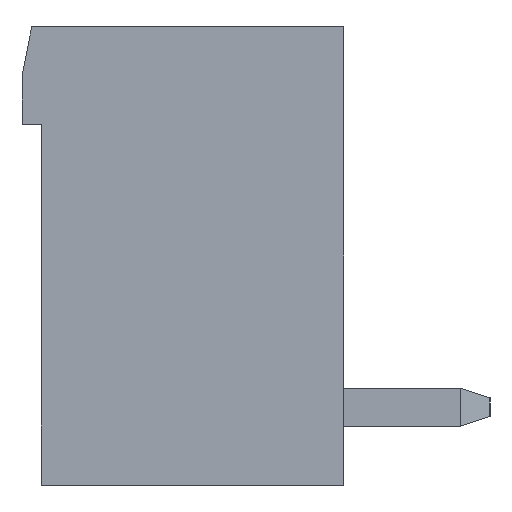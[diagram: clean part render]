
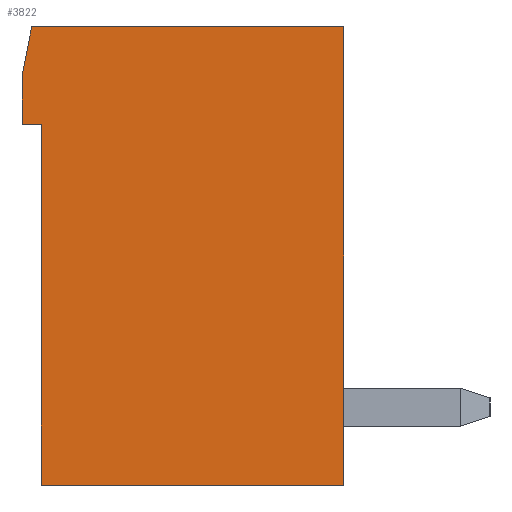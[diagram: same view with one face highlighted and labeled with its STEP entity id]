
A CAD part, left-side view. The second image highlights one B-rep face of the part: STEP entity #3822.
In plain terms, the highlighted planar face has unit normal (-1, 0, 0).
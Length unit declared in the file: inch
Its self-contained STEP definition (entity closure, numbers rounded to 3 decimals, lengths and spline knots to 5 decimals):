
#1=DIRECTION('',(0.,0.,-1.));
#2=VECTOR('',#1,0.47);
#3=CARTESIAN_POINT('',(-0.5315,0.,0.));
#4=LINE('',#3,#2);
#5=DIRECTION('',(0.,1.,0.));
#6=VECTOR('',#5,0.31);
#7=CARTESIAN_POINT('',(-0.5315,0.,-0.47));
#8=LINE('',#7,#6);
#9=DIRECTION('',(0.,0.,1.));
#10=VECTOR('',#9,0.37);
#11=CARTESIAN_POINT('',(-0.5315,0.31,-0.47));
#12=LINE('',#11,#10);
#13=DIRECTION('',(0.,1.,0.));
#14=VECTOR('',#13,0.02);
#15=CARTESIAN_POINT('',(-0.5315,0.31,-0.1));
#16=LINE('',#15,#14);
#17=DIRECTION('',(0.,0.,1.));
#18=VECTOR('',#17,0.05);
#19=CARTESIAN_POINT('',(-0.5315,0.33,-0.1));
#20=LINE('',#19,#18);
#21=DIRECTION('',(0.,-0.196,0.981));
#22=VECTOR('',#21,0.05099);
#23=CARTESIAN_POINT('',(-0.5315,0.33,-0.05));
#24=LINE('',#23,#22);
#25=DIRECTION('',(0.,-1.,0.));
#26=VECTOR('',#25,0.32);
#27=CARTESIAN_POINT('',(-0.5315,0.32,0.));
#28=LINE('',#27,#26);
#2928=CARTESIAN_POINT('',(-0.5315,0.,0.));
#2929=CARTESIAN_POINT('',(-0.5315,0.,-0.47));
#2930=VERTEX_POINT('',#2928);
#2931=VERTEX_POINT('',#2929);
#2932=CARTESIAN_POINT('',(-0.5315,0.31,-0.47));
#2933=VERTEX_POINT('',#2932);
#2934=CARTESIAN_POINT('',(-0.5315,0.31,-0.1));
#2935=VERTEX_POINT('',#2934);
#2936=CARTESIAN_POINT('',(-0.5315,0.33,-0.1));
#2937=VERTEX_POINT('',#2936);
#2938=CARTESIAN_POINT('',(-0.5315,0.33,-0.05));
#2939=VERTEX_POINT('',#2938);
#2940=CARTESIAN_POINT('',(-0.5315,0.32,0.));
#2941=VERTEX_POINT('',#2940);
#3801=CARTESIAN_POINT('',(-0.5315,0.,0.));
#3802=DIRECTION('',(1.,0.,0.));
#3803=DIRECTION('',(0.,0.,-1.));
#3804=AXIS2_PLACEMENT_3D('',#3801,#3802,#3803);
#3805=PLANE('',#3804);
#3807=ORIENTED_EDGE('',*,*,#3806,.T.);
#3809=ORIENTED_EDGE('',*,*,#3808,.T.);
#3811=ORIENTED_EDGE('',*,*,#3810,.T.);
#3813=ORIENTED_EDGE('',*,*,#3812,.T.);
#3815=ORIENTED_EDGE('',*,*,#3814,.T.);
#3817=ORIENTED_EDGE('',*,*,#3816,.T.);
#3819=ORIENTED_EDGE('',*,*,#3818,.T.);
#3820=EDGE_LOOP('',(#3807,#3809,#3811,#3813,#3815,#3817,#3819));
#3821=FACE_OUTER_BOUND('',#3820,.F.);
#3822=ADVANCED_FACE('',(#3821),#3805,.F.);
#3806=EDGE_CURVE('',#2930,#2931,#4,.T.);
#3808=EDGE_CURVE('',#2931,#2933,#8,.T.);
#3810=EDGE_CURVE('',#2933,#2935,#12,.T.);
#3812=EDGE_CURVE('',#2935,#2937,#16,.T.);
#3814=EDGE_CURVE('',#2937,#2939,#20,.T.);
#3816=EDGE_CURVE('',#2939,#2941,#24,.T.);
#3818=EDGE_CURVE('',#2941,#2930,#28,.T.);
